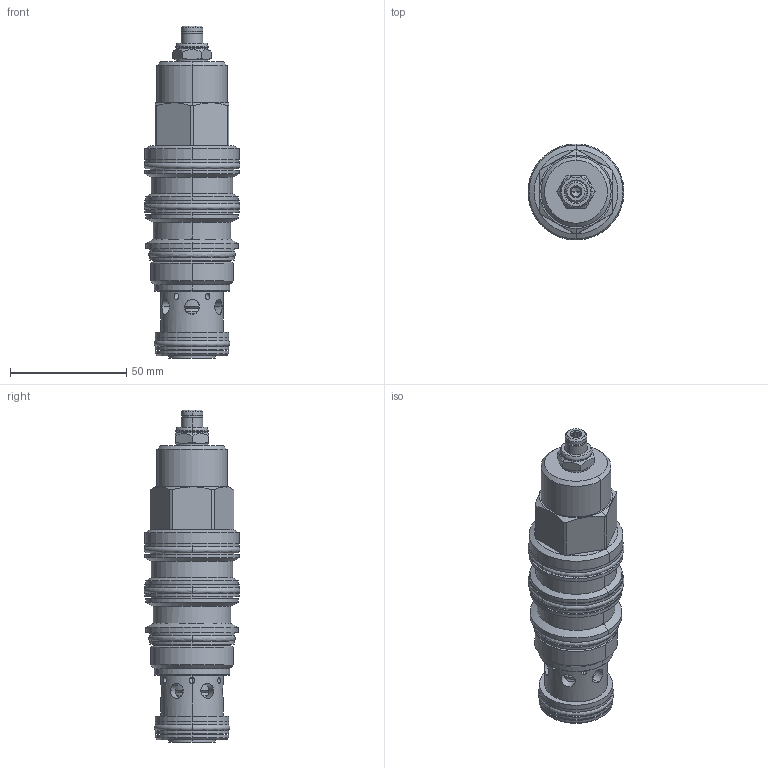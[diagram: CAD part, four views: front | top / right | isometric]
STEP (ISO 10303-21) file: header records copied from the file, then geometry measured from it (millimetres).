
FILE_DESCRIPTION((''),'2;1');
FILE_NAME('CWGL-LGN_PRT','2012-04-19T',('Administrator'),(''),'PRO/ENGINEER BY PARAMETRIC TECHNOLOGY CORPORATION, 2006240','PRO/ENGINEER BY PARAMETRIC TECHNOLOGY CORPORATION, 2006240','');
FILE_SCHEMA(('CONFIG_CONTROL_DESIGN'));
Length unit declared in the file: inch
Products named in the file (1): CWGL-LGN_PRT
Bounding box: 41.17 x 41.17 x 142.62 mm (x, y, z)
Volume: 108082.5 mm3; surface area: 31751.2 mm2
Topology: 8 solids, 8 shells, 365 faces, 838 edges, 506 vertices
Faces by surface type: cylinder 155, plane 85, cone 61, torus 45, revolution 16, sphere 3
Entity records: 13885 total; most frequent: CARTESIAN_POINT 5518, DIRECTION 1806, ORIENTED_EDGE 1672, EDGE_CURVE 836, AXIS2_PLACEMENT_3D 763, VERTEX_POINT 506, EDGE_LOOP 430, CIRCLE 414
